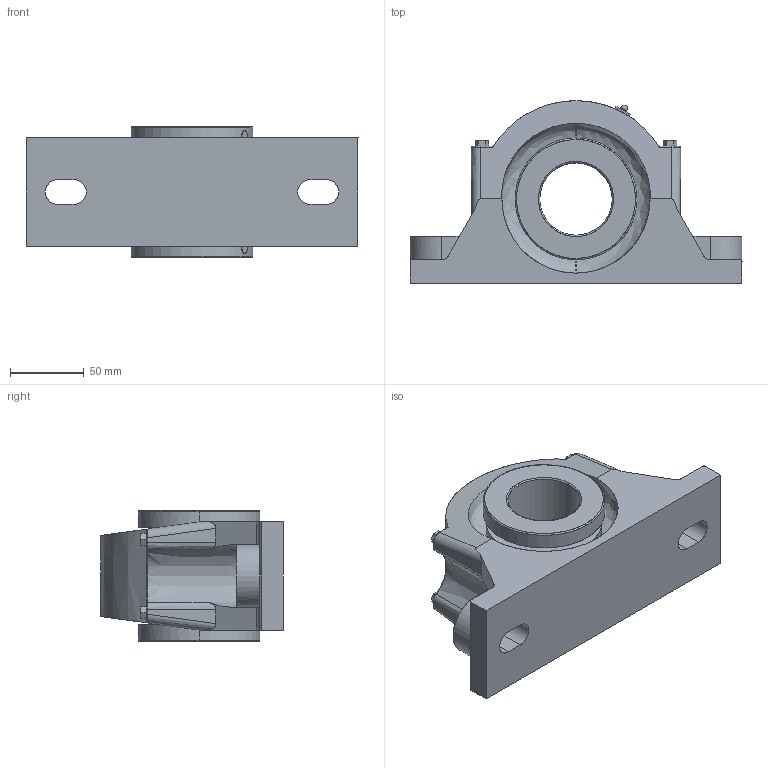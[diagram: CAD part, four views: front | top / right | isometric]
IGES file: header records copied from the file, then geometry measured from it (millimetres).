
Start section: SolidWorks IGES file using analytic representation for surfaces
Global section: file name: ERDEFAU05021629115699.igs; native system: SolidWorks 2007; preprocessor: SolidWorks 2007; author: partstream; date: 070502.162909; units: millimetre
Bounding box: 225.55 x 123.95 x 88.9 mm (x, y, z)
Surface area: 124606.8 mm2 (no closed solid volume)
Topology: 0 solids, 0 shells, 163 faces, 2778 edges, 2785 vertices
Faces by surface type: bspline 111, revolution 52
